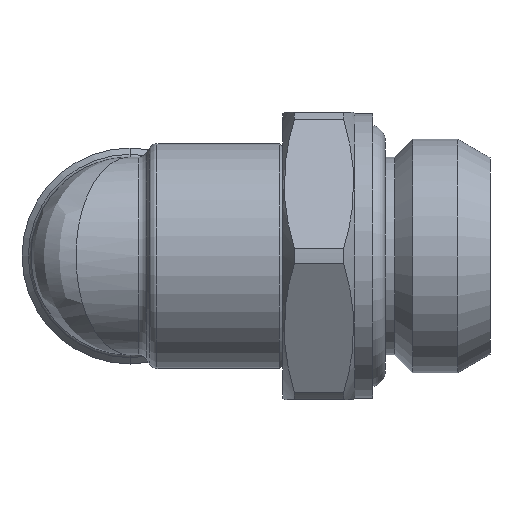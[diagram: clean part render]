
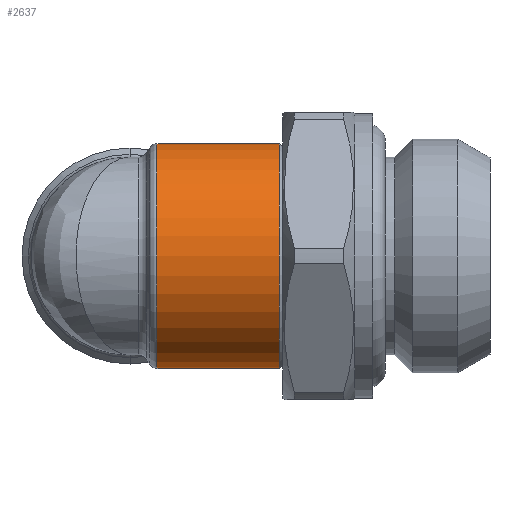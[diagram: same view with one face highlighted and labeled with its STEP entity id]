
A CAD part, left-side view. The second image highlights one B-rep face of the part: STEP entity #2637.
In plain terms, the highlighted cylindrical face has radius 6.25 mm (diameter 12.5 mm), a partial arc.
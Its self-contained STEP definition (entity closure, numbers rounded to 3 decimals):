
#75 = CYLINDRICAL_SURFACE ( 'NONE', #2132, 6.25 ) ;
#80 = VECTOR ( 'NONE', #928, 1000. ) ;
#237 = LINE ( 'NONE', #1182, #80 ) ;
#247 = CARTESIAN_POINT ( 'NONE',  ( 0., -1.5, -6.25 ) ) ;
#311 = CARTESIAN_POINT ( 'NONE',  ( 0., -8.3, 6.25 ) ) ;
#394 = DIRECTION ( 'NONE',  ( 0., 0., 1. ) ) ;
#482 = DIRECTION ( 'NONE',  ( 0., 1., 0. ) ) ;
#601 = CARTESIAN_POINT ( 'NONE',  ( 0., -1.5, 6.25 ) ) ;
#732 = DIRECTION ( 'NONE',  ( 0., 1., 0. ) ) ;
#801 = AXIS2_PLACEMENT_3D ( 'NONE', #889, #1159, #394 ) ;
#889 = CARTESIAN_POINT ( 'NONE',  ( 0., -8.3, 0. ) ) ;
#928 = DIRECTION ( 'NONE',  ( 0., 1., 0. ) ) ;
#964 = EDGE_CURVE ( 'NONE', #1393, #2461, #2047, .T. ) ;
#995 = ORIENTED_EDGE ( 'NONE', *, *, #1599, .T. ) ;
#1159 = DIRECTION ( 'NONE',  ( 0., 1., 0. ) ) ;
#1182 = CARTESIAN_POINT ( 'NONE',  ( 0., 5.805, -6.25 ) ) ;
#1282 = CIRCLE ( 'NONE', #801, 6.25 ) ;
#1393 = VERTEX_POINT ( 'NONE', #311 ) ;
#1599 = EDGE_CURVE ( 'NONE', #3015, #1393, #1282, .T. ) ;
#1744 = ORIENTED_EDGE ( 'NONE', *, *, #2733, .F. ) ;
#1960 = VECTOR ( 'NONE', #732, 1000. ) ;
#2047 = LINE ( 'NONE', #2804, #1960 ) ;
#2089 = EDGE_CURVE ( 'NONE', #3015, #2786, #237, .T. ) ;
#2123 = EDGE_LOOP ( 'NONE', ( #3042, #995, #2504, #1744 ) ) ;
#2132 = AXIS2_PLACEMENT_3D ( 'NONE', #2918, #3201, #3262 ) ;
#2219 = CARTESIAN_POINT ( 'NONE',  ( 0., -8.3, -6.25 ) ) ;
#2236 = CIRCLE ( 'NONE', #2315, 6.25 ) ;
#2315 = AXIS2_PLACEMENT_3D ( 'NONE', #3337, #482, #2578 ) ;
#2461 = VERTEX_POINT ( 'NONE', #601 ) ;
#2504 = ORIENTED_EDGE ( 'NONE', *, *, #964, .T. ) ;
#2560 = FACE_OUTER_BOUND ( 'NONE', #2123, .T. ) ;
#2578 = DIRECTION ( 'NONE',  ( 0., 0., 1. ) ) ;
#2637 = ADVANCED_FACE ( 'NONE', ( #2560 ), #75, .T. ) ;
#2733 = EDGE_CURVE ( 'NONE', #2786, #2461, #2236, .T. ) ;
#2786 = VERTEX_POINT ( 'NONE', #247 ) ;
#2804 = CARTESIAN_POINT ( 'NONE',  ( 0., 5.805, 6.25 ) ) ;
#2918 = CARTESIAN_POINT ( 'NONE',  ( 0., 5.805, 0. ) ) ;
#3015 = VERTEX_POINT ( 'NONE', #2219 ) ;
#3042 = ORIENTED_EDGE ( 'NONE', *, *, #2089, .F. ) ;
#3201 = DIRECTION ( 'NONE',  ( 0., 1., 0. ) ) ;
#3262 = DIRECTION ( 'NONE',  ( 0., 0., 1. ) ) ;
#3337 = CARTESIAN_POINT ( 'NONE',  ( 0., -1.5, 0. ) ) ;
